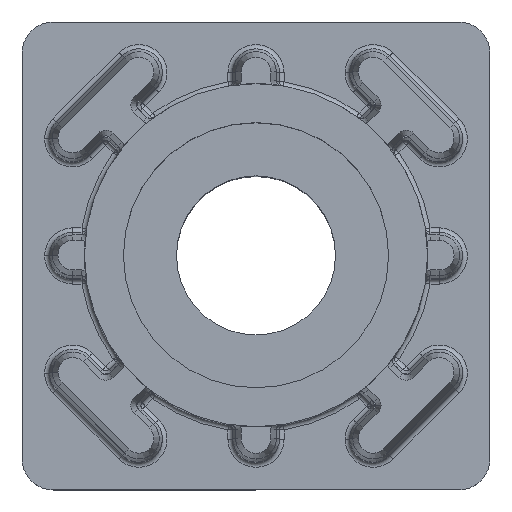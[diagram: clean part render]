
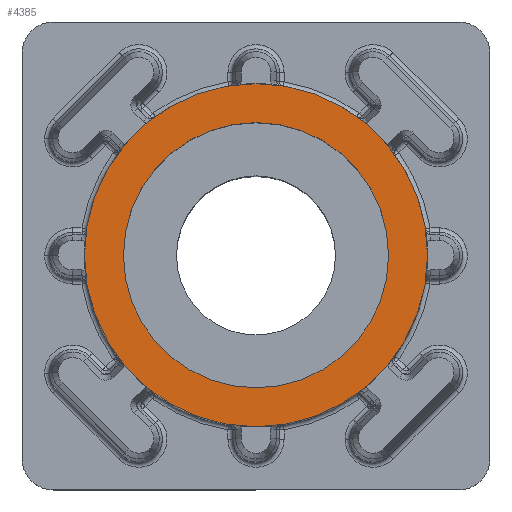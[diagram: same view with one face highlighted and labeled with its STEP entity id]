
A CAD part, top view. The second image highlights one B-rep face of the part: STEP entity #4385.
In plain terms, the highlighted planar face has unit normal (0, 0, 1).
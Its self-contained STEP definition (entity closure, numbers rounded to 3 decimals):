
#213 = AXIS2_PLACEMENT_3D ( 'NONE', #1161, #7522, #2072 ) ;
#1161 = CARTESIAN_POINT ( 'NONE',  ( 0., 0., 33. ) ) ;
#1180 = AXIS2_PLACEMENT_3D ( 'NONE', #4161, #10441, #5066 ) ;
#1474 = AXIS2_PLACEMENT_3D ( 'NONE', #9409, #4002, #10292 ) ;
#1582 = EDGE_LOOP ( 'NONE', ( #3677, #11344 ) ) ;
#2072 = DIRECTION ( 'NONE',  ( 1., 0., 0. ) ) ;
#2339 = CIRCLE ( 'NONE', #213, 11. ) ;
#3465 = DIRECTION ( 'NONE',  ( 0., 0., 1. ) ) ;
#3677 = ORIENTED_EDGE ( 'NONE', *, *, #9455, .T. ) ;
#3998 = CIRCLE ( 'NONE', #5962, 8.5 ) ;
#4002 = DIRECTION ( 'NONE',  ( 0., 0., 1. ) ) ;
#4161 = CARTESIAN_POINT ( 'NONE',  ( 0., 0., 33. ) ) ;
#4346 = DIRECTION ( 'NONE',  ( 0., 0., 1. ) ) ;
#4385 = ADVANCED_FACE ( 'NONE', ( #10555, #9443 ), #9722, .T. ) ;
#4634 = EDGE_CURVE ( 'NONE', #11354, #8069, #2339, .T. ) ;
#5066 = DIRECTION ( 'NONE',  ( 1., 0., 0. ) ) ;
#5949 = CARTESIAN_POINT ( 'NONE',  ( 8.5, 0., 33. ) ) ;
#5962 = AXIS2_PLACEMENT_3D ( 'NONE', #8873, #3465, #9781 ) ;
#5980 = CARTESIAN_POINT ( 'NONE',  ( -8.5, 0., 33. ) ) ;
#6120 = CARTESIAN_POINT ( 'NONE',  ( 0., 0., 33. ) ) ;
#6257 = ORIENTED_EDGE ( 'NONE', *, *, #10693, .F. ) ;
#6270 = CIRCLE ( 'NONE', #1474, 8.5 ) ;
#6398 = VERTEX_POINT ( 'NONE', #5949 ) ;
#7522 = DIRECTION ( 'NONE',  ( 0., 0., 1. ) ) ;
#8069 = VERTEX_POINT ( 'NONE', #10703 ) ;
#8275 = ORIENTED_EDGE ( 'NONE', *, *, #10473, .F. ) ;
#8592 = AXIS2_PLACEMENT_3D ( 'NONE', #6120, #4346, #10621 ) ;
#8873 = CARTESIAN_POINT ( 'NONE',  ( 0., 0., 33. ) ) ;
#9409 = CARTESIAN_POINT ( 'NONE',  ( 0., 0., 33. ) ) ;
#9443 = FACE_OUTER_BOUND ( 'NONE', #1582, .T. ) ;
#9455 = EDGE_CURVE ( 'NONE', #8069, #11354, #11625, .T. ) ;
#9722 = PLANE ( 'NONE',  #8592 ) ;
#9781 = DIRECTION ( 'NONE',  ( 1., 0., 0. ) ) ;
#10042 = CARTESIAN_POINT ( 'NONE',  ( 11., 0., 33. ) ) ;
#10292 = DIRECTION ( 'NONE',  ( 1., 0., 0. ) ) ;
#10441 = DIRECTION ( 'NONE',  ( 0., 0., 1. ) ) ;
#10473 = EDGE_CURVE ( 'NONE', #10603, #6398, #6270, .T. ) ;
#10555 = FACE_BOUND ( 'NONE', #11759, .T. ) ;
#10603 = VERTEX_POINT ( 'NONE', #5980 ) ;
#10621 = DIRECTION ( 'NONE',  ( 1., 0., 0. ) ) ;
#10693 = EDGE_CURVE ( 'NONE', #6398, #10603, #3998, .T. ) ;
#10703 = CARTESIAN_POINT ( 'NONE',  ( -11., 0., 33. ) ) ;
#11344 = ORIENTED_EDGE ( 'NONE', *, *, #4634, .T. ) ;
#11354 = VERTEX_POINT ( 'NONE', #10042 ) ;
#11625 = CIRCLE ( 'NONE', #1180, 11. ) ;
#11759 = EDGE_LOOP ( 'NONE', ( #8275, #6257 ) ) ;
